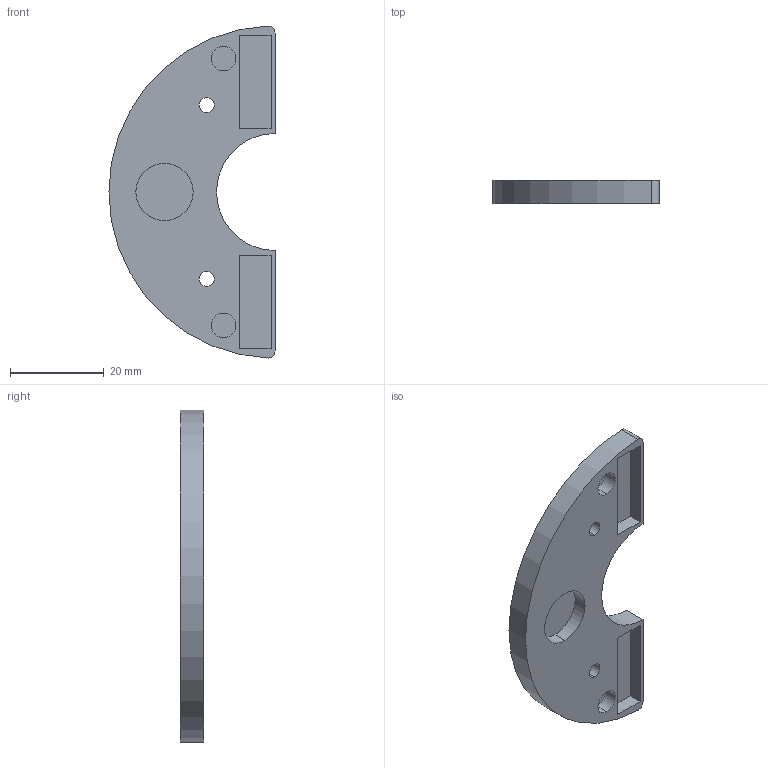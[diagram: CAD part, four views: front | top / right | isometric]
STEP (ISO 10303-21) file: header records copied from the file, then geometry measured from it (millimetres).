
FILE_DESCRIPTION (( 'STEP AP203' ), '1' );
FILE_NAME ('base swivel cap V2.STEP', '2022-05-02T14:04:46', ( '' ), ( '' ), 'SwSTEP 2.0', 'SolidWorks 2020', '' );
FILE_SCHEMA (( 'CONFIG_CONTROL_DESIGN' ));
Length unit declared in the file: millimetre
Products named in the file (1): base swivel cap V2
Bounding box: 35.5 x 5 x 70.93 mm (x, y, z)
Volume: 7252.5 mm3; surface area: 5035.4 mm2
Topology: 1 solids, 1 shells, 36 faces, 83 edges, 54 vertices
Faces by surface type: plane 17, cylinder 15, cone 4
Entity records: 1114 total; most frequent: DIRECTION 191, CARTESIAN_POINT 174, ORIENTED_EDGE 166, EDGE_CURVE 83, AXIS2_PLACEMENT_3D 71, VERTEX_POINT 54, VECTOR 49, LINE 49
